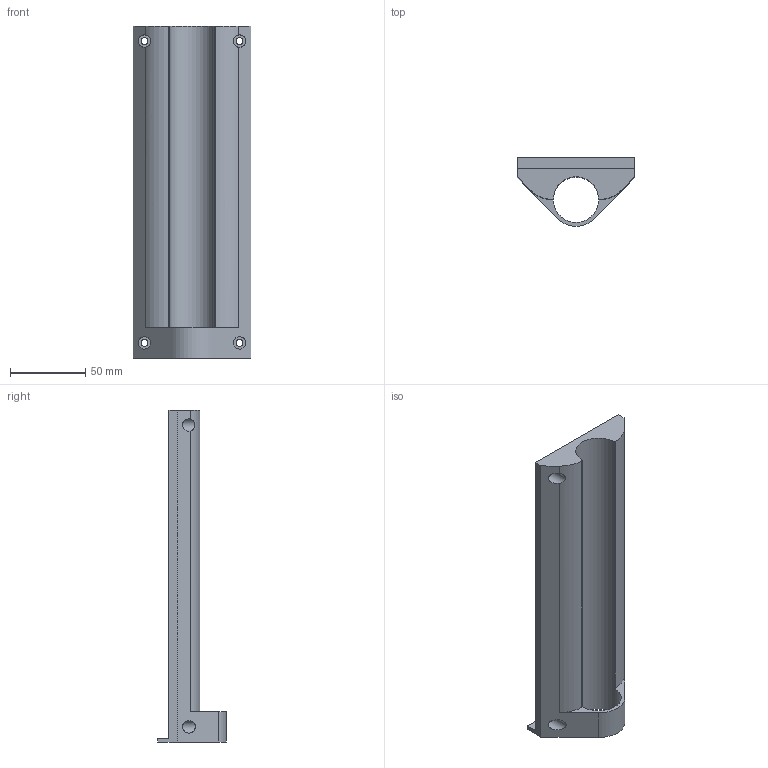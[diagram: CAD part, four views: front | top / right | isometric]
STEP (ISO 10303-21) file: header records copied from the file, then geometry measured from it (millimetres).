
FILE_DESCRIPTION(/* description */ ('STEP AP242','CAx-IF Rec.Pracs.---Representation and Presentation of Product Manufacturing Information (PMI)---4.0---2014-10-13','CAx-IF Rec.Pracs.---3D Tessellated Geometry---0.4---2014-09-14','2;1','CAx-IF Rec.Pracs.---User Defined Attributes---1.5---2016-08-15'),/* implementation_level */ '2;1');
FILE_NAME(/* name */ '6915e962f9800bf17e03522d',/* time_stamp */ '2025-11-13T14:21:23Z',/* author */ (''),/* organization */ (''),/* preprocessor_version */ 'ST-DEVELOPER v20',/* originating_system */ 'ONSHAPE BY PTC INC, 1.206',/* authorisation */ ' ');
FILE_SCHEMA (('AP242_MANAGED_MODEL_BASED_3D_ENGINEERING_MIM_LF { 1 0 10303 442 1 1 4 }'));
Length unit declared in the file: metre
Products named in the file (1): Part 1
Bounding box: 78 x 45.5 x 220 mm (x, y, z)
Volume: 202991.6 mm3; surface area: 50584.7 mm2
Topology: 1 solids, 1 shells, 38 faces, 104 edges, 71 vertices
Faces by surface type: plane 26, cylinder 12
Full cylindrical faces by diameter (mm): 4.5 x4, 8.25 x4, 30 x1
Entity records: 1154 total; most frequent: CARTESIAN_POINT 209, DIRECTION 188, ORIENTED_EDGE 174, EDGE_CURVE 87, AXIS2_PLACEMENT_3D 64, VERTEX_POINT 63, LINE 60, VECTOR 60
